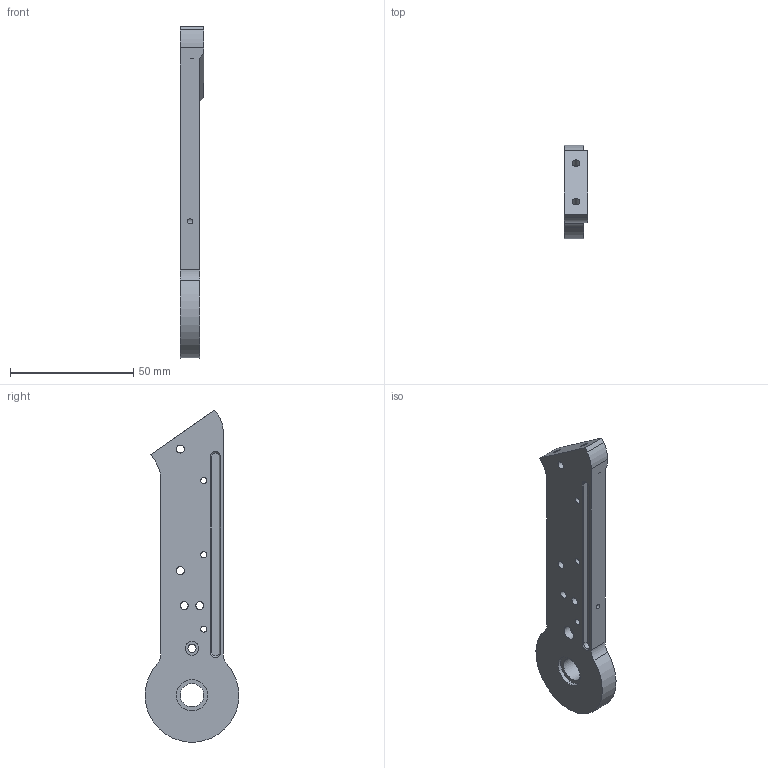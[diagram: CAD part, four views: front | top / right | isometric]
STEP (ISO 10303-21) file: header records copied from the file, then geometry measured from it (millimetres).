
FILE_DESCRIPTION(/* description */ ('STEP AP242','CAx-IF Rec.Pracs.---Representation and Presentation of Product Manufacturing Information (PMI)---4.0---2014-10-13','CAx-IF Rec.Pracs.---3D Tessellated Geometry---0.4---2014-09-14','2;1'),/* implementation_level */ '2;1');
FILE_NAME(/* name */ '668635610d815d445bf30ecf',/* time_stamp */ '2024-07-04T05:38:42Z',/* author */ (''),/* organization */ (''),/* preprocessor_version */ 'ST-DEVELOPER v20',/* originating_system */ ' ',/* authorisation */ ' ');
FILE_SCHEMA (('AP242_MANAGED_MODEL_BASED_3D_ENGINEERING_MIM_LF { 1 0 10303 442 1 1 4 }'));
Length unit declared in the file: millimetre
Products named in the file (1): SCAN3D-MD-8089
Bounding box: 9.53 x 38.06 x 134.85 mm (x, y, z)
Volume: 25367.1 mm3; surface area: 11124.2 mm2
Topology: 1 solids, 1 shells, 46 faces, 121 edges, 82 vertices
Faces by surface type: cylinder 24, plane 18, cone 4
Full cylindrical faces by diameter (mm): 2.156 x2, 2.459 x3, 3.175 x2, 3.242 x4, 3.264 x1, 5.556 x1, 9.525 x1, 12.7 x1, 19.05 x1, 31.75 x1
Entity records: 1402 total; most frequent: CARTESIAN_POINT 235, DIRECTION 230, ORIENTED_EDGE 180, AXIS2_PLACEMENT_3D 95, FACE_BOUND 94, EDGE_LOOP 92, EDGE_CURVE 90, VERTEX_POINT 72
